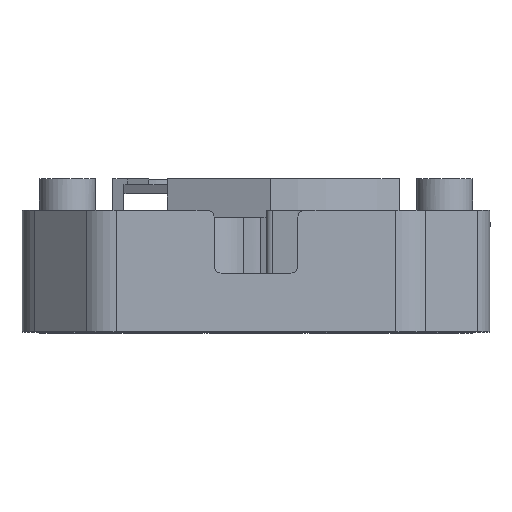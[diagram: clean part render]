
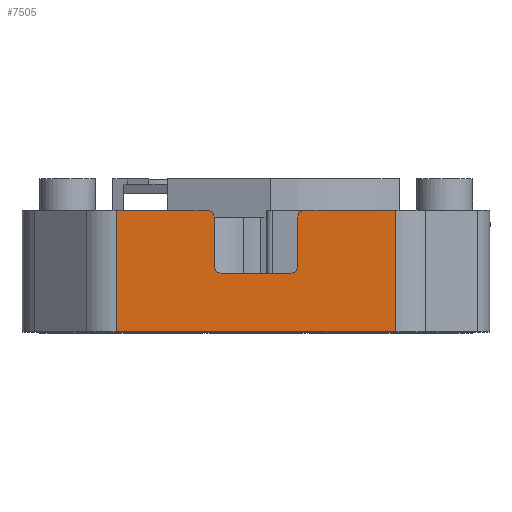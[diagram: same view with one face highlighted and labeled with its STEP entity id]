
A CAD part, top view. The second image highlights one B-rep face of the part: STEP entity #7505.
In plain terms, the highlighted planar face has unit normal (0, 0, 1).
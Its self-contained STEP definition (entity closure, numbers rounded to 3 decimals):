
#418=FACE_OUTER_BOUND('',#854,.T.);
#854=EDGE_LOOP('',(#5812,#5813,#5814,#5815,#5816,#5817,#5818,#5819,#5820,
#5821,#5822,#5823));
#1369=CIRCLE('',#8157,1.);
#1374=CIRCLE('',#8165,1.);
#1375=CIRCLE('',#8168,1.);
#1376=CIRCLE('',#8170,1.);
#1618=LINE('',#11350,#2360);
#1798=LINE('',#11998,#2540);
#1825=LINE('',#12088,#2567);
#1845=LINE('',#12150,#2587);
#1853=LINE('',#12173,#2595);
#1856=LINE('',#12183,#2598);
#1857=LINE('',#12184,#2599);
#1858=LINE('',#12185,#2600);
#2360=VECTOR('',#8951,10.);
#2540=VECTOR('',#9535,10.);
#2567=VECTOR('',#9620,10.);
#2587=VECTOR('',#9674,10.);
#2595=VECTOR('',#9696,10.);
#2598=VECTOR('',#9709,10.);
#2599=VECTOR('',#9710,10.);
#2600=VECTOR('',#9711,10.);
#3159=VERTEX_POINT('',#11347);
#3160=VERTEX_POINT('',#11349);
#3389=VERTEX_POINT('',#11995);
#3390=VERTEX_POINT('',#11997);
#3423=VERTEX_POINT('',#12085);
#3424=VERTEX_POINT('',#12087);
#3446=VERTEX_POINT('',#12140);
#3449=VERTEX_POINT('',#12148);
#3456=VERTEX_POINT('',#12167);
#3457=VERTEX_POINT('',#12171);
#3458=VERTEX_POINT('',#12175);
#3459=VERTEX_POINT('',#12179);
#3950=EDGE_CURVE('',#3159,#3160,#1618,.T.);
#4254=EDGE_CURVE('',#3389,#3390,#1798,.T.);
#4301=EDGE_CURVE('',#3423,#3424,#1825,.T.);
#4329=EDGE_CURVE('',#3446,#3389,#1369,.T.);
#4334=EDGE_CURVE('',#3446,#3449,#1845,.T.);
#4344=EDGE_CURVE('',#3456,#3449,#1374,.T.);
#4346=EDGE_CURVE('',#3456,#3457,#1853,.T.);
#4347=EDGE_CURVE('',#3458,#3457,#1375,.T.);
#4349=EDGE_CURVE('',#3424,#3459,#1376,.T.);
#4351=EDGE_CURVE('',#3458,#3459,#1856,.T.);
#4352=EDGE_CURVE('',#3160,#3423,#1857,.T.);
#4353=EDGE_CURVE('',#3390,#3159,#1858,.T.);
#5812=ORIENTED_EDGE('',*,*,#4329,.F.);
#5813=ORIENTED_EDGE('',*,*,#4334,.T.);
#5814=ORIENTED_EDGE('',*,*,#4344,.F.);
#5815=ORIENTED_EDGE('',*,*,#4346,.T.);
#5816=ORIENTED_EDGE('',*,*,#4347,.F.);
#5817=ORIENTED_EDGE('',*,*,#4351,.T.);
#5818=ORIENTED_EDGE('',*,*,#4349,.F.);
#5819=ORIENTED_EDGE('',*,*,#4301,.F.);
#5820=ORIENTED_EDGE('',*,*,#4352,.F.);
#5821=ORIENTED_EDGE('',*,*,#3950,.F.);
#5822=ORIENTED_EDGE('',*,*,#4353,.F.);
#5823=ORIENTED_EDGE('',*,*,#4254,.F.);
#7222=PLANE('',#8171);
#7505=ADVANCED_FACE('',(#418),#7222,.T.);
#8157=AXIS2_PLACEMENT_3D('',#12141,#9665,#9666);
#8165=AXIS2_PLACEMENT_3D('',#12169,#9691,#9692);
#8168=AXIS2_PLACEMENT_3D('',#12176,#9699,#9700);
#8170=AXIS2_PLACEMENT_3D('',#12180,#9704,#9705);
#8171=AXIS2_PLACEMENT_3D('',#12182,#9707,#9708);
#8951=DIRECTION('',(-1.,0.,0.));
#9535=DIRECTION('',(1.,0.,0.));
#9620=DIRECTION('',(1.,0.,0.));
#9665=DIRECTION('center_axis',(0.,0.,
-1.));
#9666=DIRECTION('ref_axis',(-0.707,0.707,0.));
#9674=DIRECTION('',(0.,-1.,0.));
#9691=DIRECTION('center_axis',(0.,0.,
1.));
#9692=DIRECTION('ref_axis',(0.707,-0.707,0.));
#9696=DIRECTION('',(-1.,0.,0.));
#9699=DIRECTION('center_axis',(0.,0.,
1.));
#9700=DIRECTION('ref_axis',(-0.707,-0.707,0.));
#9704=DIRECTION('center_axis',(0.,0.,
-1.));
#9705=DIRECTION('ref_axis',(0.707,0.707,0.));
#9707=DIRECTION('center_axis',(0.,0.,
1.));
#9708=DIRECTION('ref_axis',(1.,0.,0.));
#9709=DIRECTION('',(0.,1.,0.));
#9710=DIRECTION('',(0.,1.,0.));
#9711=DIRECTION('',(0.,-1.,0.));
#11347=CARTESIAN_POINT('',(20.015,-22.,83.333));
#11349=CARTESIAN_POINT('',(-20.015,-22.,83.333));
#11350=CARTESIAN_POINT('',(22.5,-22.,83.333));
#11995=CARTESIAN_POINT('',(7.,-4.6,83.333));
#11997=CARTESIAN_POINT('',(20.015,-4.6,83.333));
#11998=CARTESIAN_POINT('',(22.5,-4.6,83.333));
#12085=CARTESIAN_POINT('',(-20.015,-4.6,83.333));
#12087=CARTESIAN_POINT('',(-7.,-4.6,83.333));
#12088=CARTESIAN_POINT('',(22.5,-4.6,83.333));
#12140=CARTESIAN_POINT('',(6.,-5.6,83.333));
#12141=CARTESIAN_POINT('Origin',(7.,-5.6,83.333));
#12148=CARTESIAN_POINT('',(6.,-12.6,83.333));
#12150=CARTESIAN_POINT('',(6.,-13.3,83.333));
#12167=CARTESIAN_POINT('',(5.,-13.6,83.333));
#12169=CARTESIAN_POINT('Origin',(5.,-12.6,83.333));
#12171=CARTESIAN_POINT('',(-5.,-13.6,83.333));
#12173=CARTESIAN_POINT('',(-11.25,-13.6,83.333));
#12175=CARTESIAN_POINT('',(-6.,-12.6,83.333));
#12176=CARTESIAN_POINT('Origin',(-5.,-12.6,83.333));
#12179=CARTESIAN_POINT('',(-6.,-5.6,83.333));
#12180=CARTESIAN_POINT('Origin',(-7.,-5.6,83.333));
#12182=CARTESIAN_POINT('Origin',(-22.5,-22.,83.333));
#12183=CARTESIAN_POINT('',(-6.,-13.3,83.333));
#12184=CARTESIAN_POINT('',(-20.015,-22.,83.333));
#12185=CARTESIAN_POINT('',(20.015,-22.,83.333));
